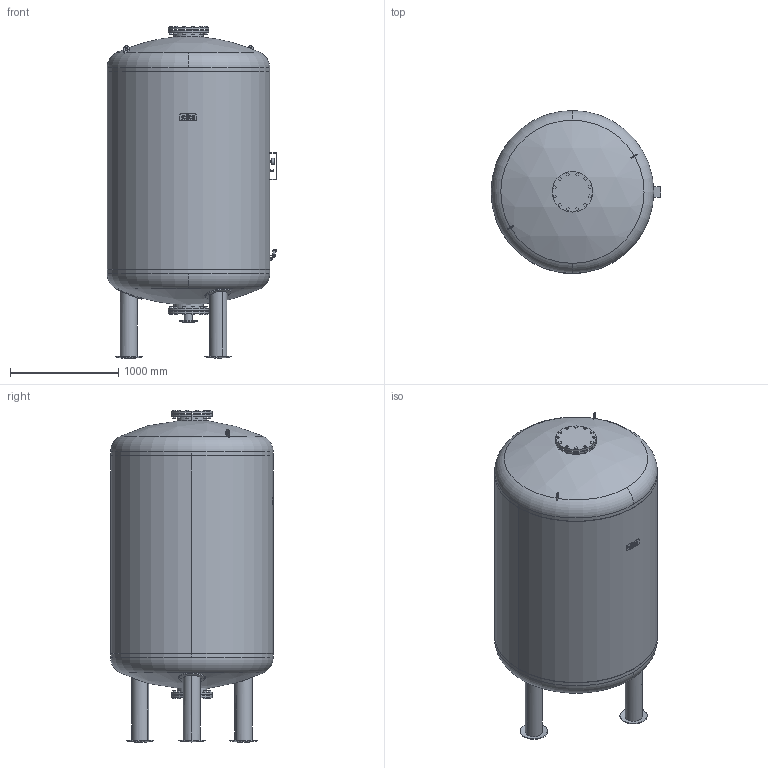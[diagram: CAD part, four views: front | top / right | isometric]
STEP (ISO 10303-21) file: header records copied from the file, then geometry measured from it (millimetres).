
FILE_DESCRIPTION((''),'2;1');
FILE_NAME('3d_G4000_6bar-7529605.stp','2009-12-29T14:08:42',(''),(''),'Mechanical Desktop 2008','Mechanical Desktop 2008',', , ');
FILE_SCHEMA(('CONFIG_CONTROL_DESIGN'));
Length unit declared in the file: millimetre
Products named in the file (1): Product
Bounding box: 1566 x 1502.44 x 3061.45 mm (x, y, z)
Volume: 4078118808.4 mm3; surface area: 23055744.7 mm2
Topology: 20 solids, 20 shells, 800 faces, 1937 edges, 1267 vertices
Faces by surface type: plane 473, cylinder 190, cone 79, bspline 44, torus 8, sphere 6
Entity records: 24448 total; most frequent: CARTESIAN_POINT 5185, DIRECTION 3986, ORIENTED_EDGE 3858, EDGE_CURVE 1929, VECTOR 1330, LINE 1330, AXIS2_PLACEMENT_3D 1328, VERTEX_POINT 1267
